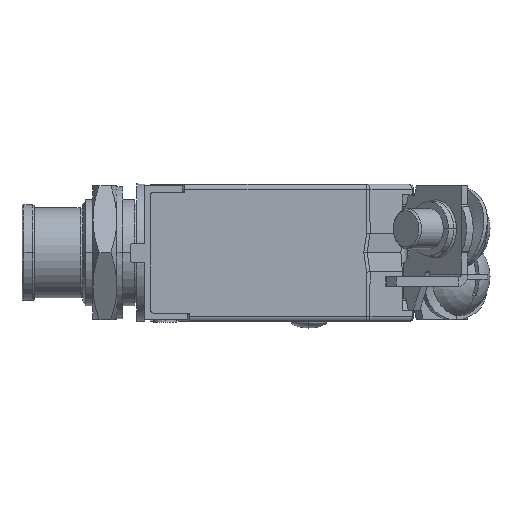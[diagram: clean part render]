
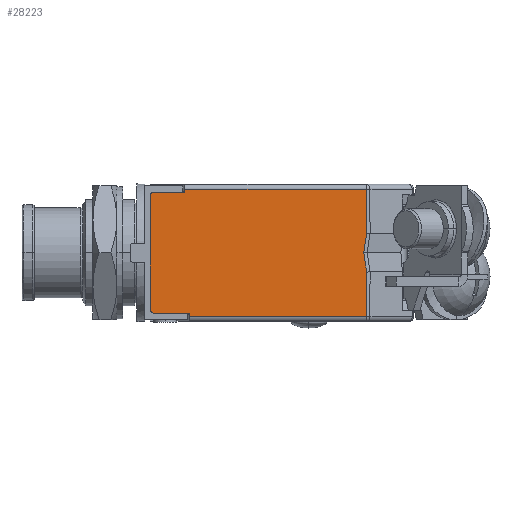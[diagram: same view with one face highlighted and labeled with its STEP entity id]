
A CAD part, left-side view. The second image highlights one B-rep face of the part: STEP entity #28223.
In plain terms, the highlighted planar face has unit normal (-1, 0, 0).
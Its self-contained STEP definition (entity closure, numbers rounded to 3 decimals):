
#2042=DIRECTION('',(0.,-0.147,0.989));
#2043=VECTOR('',#2042,2.048);
#2044=CARTESIAN_POINT('',(-9.825,3.262,0.));
#2045=LINE('',#2044,#2043);
#2050=CARTESIAN_POINT('',(-9.825,3.262,0.));
#2065=DIRECTION('',(0.,0.147,0.989));
#2066=VECTOR('',#2065,2.048);
#2067=CARTESIAN_POINT('',(-9.825,2.961,-2.026));
#2068=LINE('',#2067,#2066);
#2069=DIRECTION('',(0.,0.,-1.));
#2070=VECTOR('',#2069,4.654);
#2071=CARTESIAN_POINT('',(-9.825,2.961,-2.026));
#2072=LINE('',#2071,#2070);
#2093=DIRECTION('',(0.,-1.,0.));
#2094=VECTOR('',#2093,3.2);
#2095=CARTESIAN_POINT('',(-9.825,25.3,6.3));
#2096=LINE('',#2095,#2094);
#2097=DIRECTION('',(0.,0.,-1.));
#2098=VECTOR('',#2097,0.25);
#2099=CARTESIAN_POINT('',(-9.825,22.,6.65));
#2100=LINE('',#2099,#2098);
#2101=DIRECTION('',(0.,0.,1.));
#2102=VECTOR('',#2101,0.25);
#2103=CARTESIAN_POINT('',(-9.825,21.5,-6.68));
#2104=LINE('',#2103,#2102);
#2105=DIRECTION('',(0.,-1.,0.));
#2106=VECTOR('',#2105,3.7);
#2107=CARTESIAN_POINT('',(-9.825,25.3,-6.33));
#2108=LINE('',#2107,#2106);
#2113=DIRECTION('',(0.,0.,-1.));
#2114=VECTOR('',#2113,12.03);
#2115=CARTESIAN_POINT('',(-9.825,25.6,6.));
#2116=LINE('',#2115,#2114);
#2151=DIRECTION('',(0.,-0.707,-0.707));
#2152=VECTOR('',#2151,0.424);
#2153=CARTESIAN_POINT('',(-9.825,25.6,-6.03));
#2154=LINE('',#2153,#2152);
#2201=CARTESIAN_POINT('',(-9.825,21.6,-6.43));
#2202=DIRECTION('',(1.,0.,0.));
#2203=DIRECTION('',(0.,0.,1.));
#2204=AXIS2_PLACEMENT_3D('',#2201,#2202,#2203);
#2206=DIRECTION('',(0.,1.,0.));
#2207=VECTOR('',#2206,18.539);
#2208=CARTESIAN_POINT('',(-9.825,2.961,-6.68));
#2209=LINE('',#2208,#2207);
#4478=DIRECTION('',(0.,-1.,0.));
#4479=VECTOR('',#4478,19.039);
#4480=CARTESIAN_POINT('',(-9.825,22.,6.65));
#4481=LINE('',#4480,#4479);
#4513=DIRECTION('',(0.,0.,1.));
#4514=VECTOR('',#4513,4.624);
#4515=CARTESIAN_POINT('',(-9.825,2.961,2.026));
#4516=LINE('',#4515,#4514);
#4549=CARTESIAN_POINT('',(-9.825,22.1,6.4));
#4550=DIRECTION('',(1.,0.,0.));
#4551=DIRECTION('',(0.,-1.,0.));
#4552=AXIS2_PLACEMENT_3D('',#4549,#4550,#4551);
#4754=DIRECTION('',(0.,-0.707,0.707));
#4755=VECTOR('',#4754,0.424);
#4756=CARTESIAN_POINT('',(-9.825,25.6,6.));
#4757=LINE('',#4756,#4755);
#20100=CARTESIAN_POINT('',(-9.825,25.6,-6.03));
#20101=CARTESIAN_POINT('',(-9.825,25.3,-6.33));
#20102=VERTEX_POINT('',#20100);
#20103=VERTEX_POINT('',#20101);
#20261=CARTESIAN_POINT('',(-9.825,21.5,-6.43));
#20263=VERTEX_POINT('',#20261);
#20265=CARTESIAN_POINT('',(-9.825,21.6,-6.33));
#20267=VERTEX_POINT('',#20265);
#20339=CARTESIAN_POINT('',(-9.825,2.961,-6.68));
#20340=CARTESIAN_POINT('',(-9.825,21.5,-6.68));
#20341=VERTEX_POINT('',#20339);
#20342=VERTEX_POINT('',#20340);
#20347=CARTESIAN_POINT('',(-9.825,2.961,-2.026));
#20348=VERTEX_POINT('',#20347);
#20950=CARTESIAN_POINT('',(-9.825,25.6,6.));
#20951=CARTESIAN_POINT('',(-9.825,25.3,6.3));
#20952=VERTEX_POINT('',#20950);
#20953=VERTEX_POINT('',#20951);
#21109=CARTESIAN_POINT('',(-9.825,22.1,6.3));
#21111=VERTEX_POINT('',#21109);
#21113=CARTESIAN_POINT('',(-9.825,22.,6.4));
#21115=VERTEX_POINT('',#21113);
#21169=CARTESIAN_POINT('',(-9.825,2.961,2.026));
#21170=CARTESIAN_POINT('',(-9.825,2.961,6.65));
#21171=VERTEX_POINT('',#21169);
#21172=VERTEX_POINT('',#21170);
#21181=CARTESIAN_POINT('',(-9.825,22.,6.65));
#21182=VERTEX_POINT('',#21181);
#23458=VERTEX_POINT('',#2050);
#28189=CARTESIAN_POINT('',(-9.825,25.6,0.));
#28190=DIRECTION('',(-1.,0.,0.));
#28191=DIRECTION('',(0.,-1.,0.));
#28192=AXIS2_PLACEMENT_3D('',#28189,#28190,#28191);
#28193=PLANE('',#28192);
#28195=ORIENTED_EDGE('',*,*,#28194,.F.);
#28197=ORIENTED_EDGE('',*,*,#28196,.T.);
#28199=ORIENTED_EDGE('',*,*,#28198,.T.);
#28201=ORIENTED_EDGE('',*,*,#28200,.F.);
#28203=ORIENTED_EDGE('',*,*,#28202,.F.);
#28205=ORIENTED_EDGE('',*,*,#28204,.T.);
#28207=ORIENTED_EDGE('',*,*,#28206,.F.);
#28208=ORIENTED_EDGE('',*,*,#28121,.F.);
#28209=ORIENTED_EDGE('',*,*,#28145,.F.);
#28210=ORIENTED_EDGE('',*,*,#28167,.T.);
#28212=ORIENTED_EDGE('',*,*,#28211,.T.);
#28214=ORIENTED_EDGE('',*,*,#28213,.T.);
#28216=ORIENTED_EDGE('',*,*,#28215,.F.);
#28218=ORIENTED_EDGE('',*,*,#28217,.F.);
#28220=ORIENTED_EDGE('',*,*,#28219,.F.);
#28221=EDGE_LOOP('',(#28195,#28197,#28199,#28201,#28203,#28205,#28207,#28208,
#28209,#28210,#28212,#28214,#28216,#28218,#28220));
#28222=FACE_OUTER_BOUND('',#28221,.F.);
#2205=CIRCLE('',#2204,0.1);
#4553=CIRCLE('',#4552,0.1);
#28121=EDGE_CURVE('',#23458,#21171,#2045,.T.);
#28145=EDGE_CURVE('',#20348,#23458,#2068,.T.);
#28167=EDGE_CURVE('',#20348,#20341,#2072,.T.);
#28194=EDGE_CURVE('',#20952,#20102,#2116,.T.);
#28196=EDGE_CURVE('',#20952,#20953,#4757,.T.);
#28198=EDGE_CURVE('',#20953,#21111,#2096,.T.);
#28200=EDGE_CURVE('',#21115,#21111,#4553,.T.);
#28202=EDGE_CURVE('',#21182,#21115,#2100,.T.);
#28204=EDGE_CURVE('',#21182,#21172,#4481,.T.);
#28206=EDGE_CURVE('',#21171,#21172,#4516,.T.);
#28211=EDGE_CURVE('',#20341,#20342,#2209,.T.);
#28213=EDGE_CURVE('',#20342,#20263,#2104,.T.);
#28215=EDGE_CURVE('',#20267,#20263,#2205,.T.);
#28217=EDGE_CURVE('',#20103,#20267,#2108,.T.);
#28219=EDGE_CURVE('',#20102,#20103,#2154,.T.);
#28223=ADVANCED_FACE('',(#28222),#28193,.T.);
